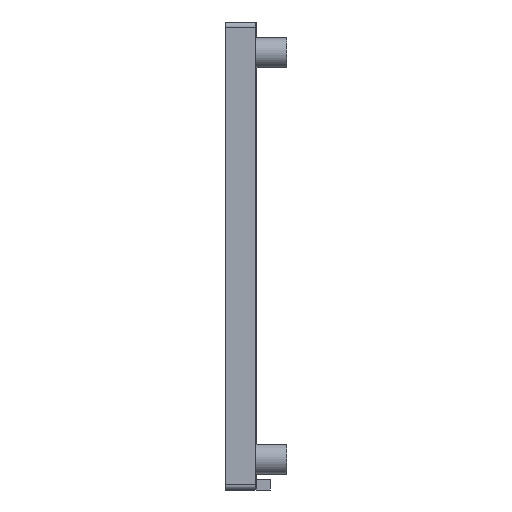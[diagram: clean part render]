
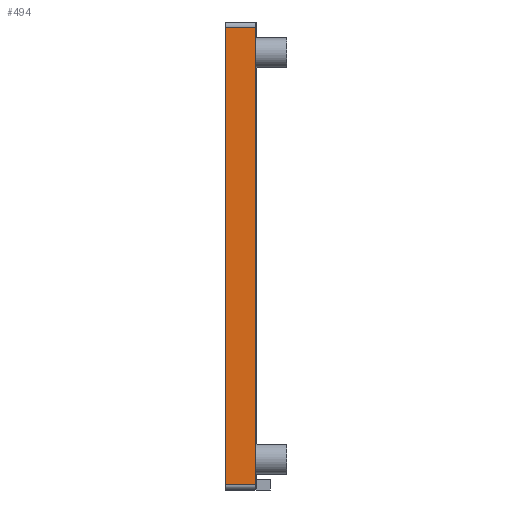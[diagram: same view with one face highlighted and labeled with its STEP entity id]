
A CAD part, left-side view. The second image highlights one B-rep face of the part: STEP entity #494.
In plain terms, the highlighted planar face has unit normal (-1, 0, 0).
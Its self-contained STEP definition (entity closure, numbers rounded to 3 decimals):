
#40 = CARTESIAN_POINT ( 'NONE',  ( 0., 6., -1. ) ) ;
#65 = CARTESIAN_POINT ( 'NONE',  ( 0., 6., -90.25 ) ) ;
#71 = VECTOR ( 'NONE', #1639, 1000. ) ;
#124 = CARTESIAN_POINT ( 'NONE',  ( 0., 6., -90.25 ) ) ;
#236 = VECTOR ( 'NONE', #528, 1000. ) ;
#246 = EDGE_LOOP ( 'NONE', ( #1484, #630, #1028, #1296 ) ) ;
#269 = DIRECTION ( 'NONE',  ( 0., 0., -1. ) ) ;
#270 = LINE ( 'NONE', #496, #236 ) ;
#298 = AXIS2_PLACEMENT_3D ( 'NONE', #40, #1308, #269 ) ;
#299 = VERTEX_POINT ( 'NONE', #1073 ) ;
#308 = LINE ( 'NONE', #65, #519 ) ;
#407 = CARTESIAN_POINT ( 'NONE',  ( 0., 6., -1. ) ) ;
#488 = VERTEX_POINT ( 'NONE', #124 ) ;
#494 = ADVANCED_FACE ( 'NONE', ( #768 ), #1413, .F. ) ;
#496 = CARTESIAN_POINT ( 'NONE',  ( 0., 0., -1. ) ) ;
#519 = VECTOR ( 'NONE', #1203, 1000. ) ;
#528 = DIRECTION ( 'NONE',  ( 0., 0., 1. ) ) ;
#630 = ORIENTED_EDGE ( 'NONE', *, *, #1052, .F. ) ;
#632 = EDGE_CURVE ( 'NONE', #488, #1495, #308, .T. ) ;
#768 = FACE_OUTER_BOUND ( 'NONE', #246, .T. ) ;
#910 = LINE ( 'NONE', #407, #1523 ) ;
#982 = CARTESIAN_POINT ( 'NONE',  ( 0., 6., -1. ) ) ;
#1028 = ORIENTED_EDGE ( 'NONE', *, *, #1382, .F. ) ;
#1052 = EDGE_CURVE ( 'NONE', #1070, #299, #1625, .T. ) ;
#1070 = VERTEX_POINT ( 'NONE', #1233 ) ;
#1073 = CARTESIAN_POINT ( 'NONE',  ( 0., 0., -1. ) ) ;
#1203 = DIRECTION ( 'NONE',  ( 0., -1., 0. ) ) ;
#1233 = CARTESIAN_POINT ( 'NONE',  ( 0., 6., -1. ) ) ;
#1266 = DIRECTION ( 'NONE',  ( 0., 0., 1. ) ) ;
#1296 = ORIENTED_EDGE ( 'NONE', *, *, #632, .T. ) ;
#1308 = DIRECTION ( 'NONE',  ( 1., 0., 0. ) ) ;
#1334 = EDGE_CURVE ( 'NONE', #1495, #299, #270, .T. ) ;
#1382 = EDGE_CURVE ( 'NONE', #488, #1070, #910, .T. ) ;
#1413 = PLANE ( 'NONE',  #298 ) ;
#1484 = ORIENTED_EDGE ( 'NONE', *, *, #1334, .T. ) ;
#1495 = VERTEX_POINT ( 'NONE', #1650 ) ;
#1523 = VECTOR ( 'NONE', #1266, 1000. ) ;
#1625 = LINE ( 'NONE', #982, #71 ) ;
#1639 = DIRECTION ( 'NONE',  ( 0., -1., 0. ) ) ;
#1650 = CARTESIAN_POINT ( 'NONE',  ( 0., 0., -90.25 ) ) ;
